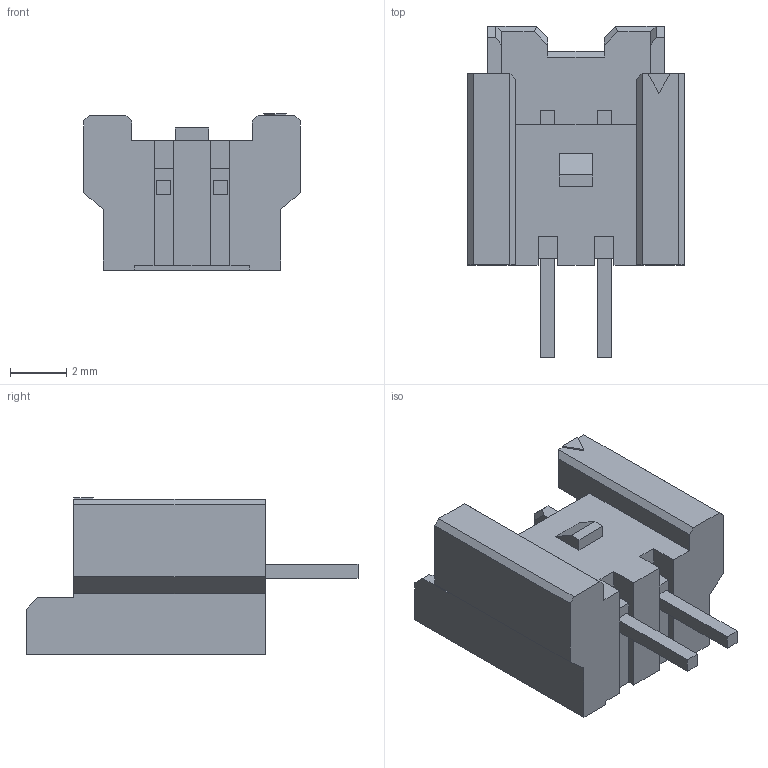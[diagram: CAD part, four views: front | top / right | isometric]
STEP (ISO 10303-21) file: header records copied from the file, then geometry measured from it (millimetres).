
FILE_DESCRIPTION((''),'2;1');
FILE_NAME('353620250','2014-04-25T',('me'),(''),'PRO/ENGINEER BY PARAMETRIC TECHNOLOGY CORPORATION, 2011490','PRO/ENGINEER BY PARAMETRIC TECHNOLOGY CORPORATION, 2011490','');
FILE_SCHEMA(('CONFIG_CONTROL_DESIGN'));
Length unit declared in the file: millimetre
Products named in the file (1): 353620250
Bounding box: 7.7 x 11.8 x 5.55 mm (x, y, z)
Volume: 133.9 mm3; surface area: 427.7 mm2
Topology: 1 solids, 1 shells, 123 faces, 330 edges, 214 vertices
Faces by surface type: plane 123
Entity records: 3781 total; most frequent: CARTESIAN_POINT 664, ORIENTED_EDGE 652, DIRECTION 582, VECTOR 326, LINE 326, EDGE_CURVE 326, VERTEX_POINT 210, AXIS2_PLACEMENT_3D 128
